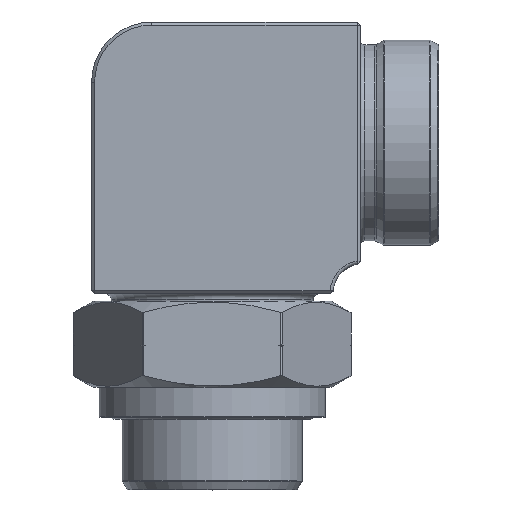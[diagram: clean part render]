
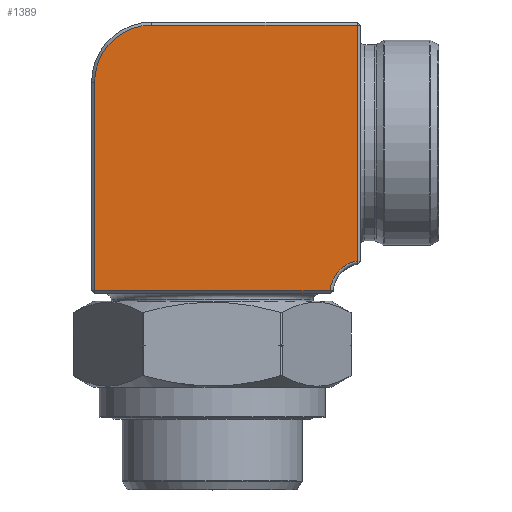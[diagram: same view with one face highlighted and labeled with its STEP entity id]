
A CAD part, top view. The second image highlights one B-rep face of the part: STEP entity #1389.
In plain terms, the highlighted planar face has unit normal (0, 0, 1).
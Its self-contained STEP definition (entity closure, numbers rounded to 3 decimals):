
#196=PLANE('',#1808);
#265=FACE_OUTER_BOUND('',#322,.T.);
#322=EDGE_LOOP('',(#604,#605,#606,#607,#608,#609));
#501=CIRCLE('',#1806,11.);
#502=CIRCLE('',#1807,19.);
#604=ORIENTED_EDGE('',*,*,#1032,.T.);
#605=ORIENTED_EDGE('',*,*,#1033,.T.);
#606=ORIENTED_EDGE('',*,*,#1034,.T.);
#607=ORIENTED_EDGE('',*,*,#1035,.T.);
#608=ORIENTED_EDGE('',*,*,#1036,.T.);
#609=ORIENTED_EDGE('',*,*,#1037,.T.);
#1032=EDGE_CURVE('',#1650,#1651,#1244,.T.);
#1033=EDGE_CURVE('',#1651,#1652,#501,.T.);
#1034=EDGE_CURVE('',#1652,#1653,#1245,.T.);
#1035=EDGE_CURVE('',#1653,#1654,#1246,.T.);
#1036=EDGE_CURVE('',#1654,#1655,#502,.T.);
#1037=EDGE_CURVE('',#1655,#1650,#1247,.T.);
#1244=LINE('',#2557,#1314);
#1245=LINE('',#2562,#1315);
#1246=LINE('',#2564,#1316);
#1247=LINE('',#2568,#1317);
#1314=VECTOR('',#2040,1.);
#1315=VECTOR('',#2043,1.);
#1316=VECTOR('',#2044,1.);
#1317=VECTOR('',#2047,1.);
#1389=ADVANCED_FACE('',(#265),#196,.T.);
#1650=VERTEX_POINT('',#2558);
#1651=VERTEX_POINT('',#2559);
#1652=VERTEX_POINT('',#2561);
#1653=VERTEX_POINT('',#2563);
#1654=VERTEX_POINT('',#2565);
#1655=VERTEX_POINT('',#2567);
#1806=AXIS2_PLACEMENT_3D('',#2560,#2041,#2042);
#1807=AXIS2_PLACEMENT_3D('',#2566,#2045,#2046);
#1808=AXIS2_PLACEMENT_3D('',#2569,#2048,#2049);
#2040=DIRECTION('',(1.,0.,0.));
#2041=DIRECTION('',(0.,0.,-1.));
#2042=DIRECTION('',(1.,0.,0.));
#2043=DIRECTION('',(0.,1.,0.));
#2044=DIRECTION('',(-1.,0.,0.));
#2045=DIRECTION('',(0.,0.,1.));
#2046=DIRECTION('',(1.,0.,0.));
#2047=DIRECTION('',(0.,-1.,0.));
#2048=DIRECTION('',(0.,0.,1.));
#2049=DIRECTION('',(1.,0.,0.));
#2557=CARTESIAN_POINT('',(40.,-49.,40.));
#2558=CARTESIAN_POINT('',(-39.,-49.,40.));
#2559=CARTESIAN_POINT('',(39.046,-49.,40.));
#2560=CARTESIAN_POINT('',(50.,-50.,40.));
#2561=CARTESIAN_POINT('',(48.,-39.183,40.));
#2562=CARTESIAN_POINT('',(48.,-110.,40.));
#2563=CARTESIAN_POINT('',(48.,39.,40.));
#2564=CARTESIAN_POINT('',(-20.,39.,40.));
#2565=CARTESIAN_POINT('',(-20.,39.,40.));
#2566=CARTESIAN_POINT('',(-20.,20.,40.));
#2567=CARTESIAN_POINT('',(-39.,20.,40.));
#2568=CARTESIAN_POINT('',(-39.,-50.,40.));
#2569=CARTESIAN_POINT('',(-30.,-110.,40.));
